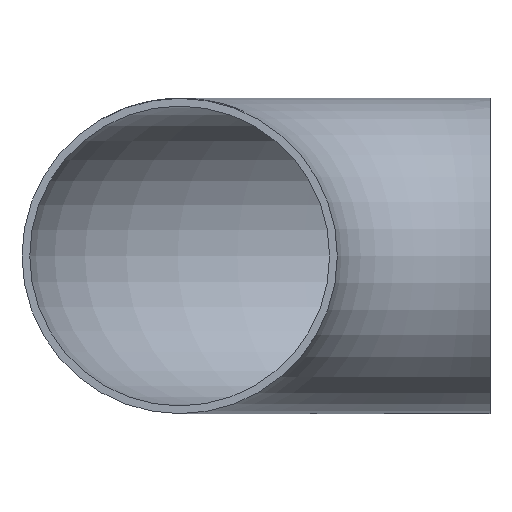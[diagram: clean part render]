
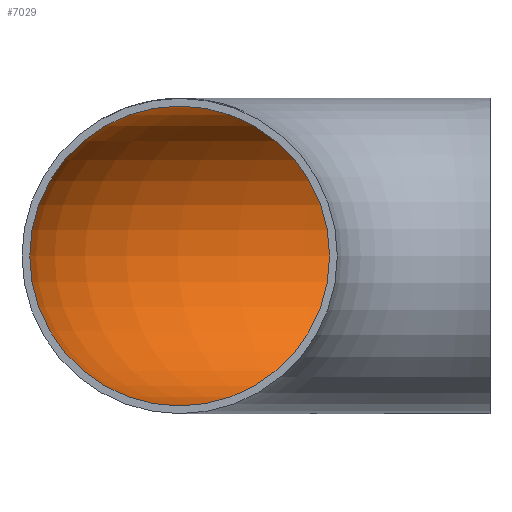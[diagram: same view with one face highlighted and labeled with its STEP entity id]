
A CAD part, front view. The second image highlights one B-rep face of the part: STEP entity #7029.
In plain terms, the highlighted toroidal (fillet/blend) face has major radius 100 mm and minor radius 48.3 mm.
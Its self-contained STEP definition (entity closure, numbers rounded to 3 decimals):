
#116 = ORIENTED_EDGE ( 'NONE', *, *, #12045, .F. ) ;
#385 = AXIS2_PLACEMENT_3D ( 'NONE', #2364, #7873, #16723 ) ;
#1357 = AXIS2_PLACEMENT_3D ( 'NONE', #11252, #2320, #9889 ) ;
#1665 = CIRCLE ( 'NONE', #1357, 48.3 ) ;
#2076 = VERTEX_POINT ( 'NONE', #18288 ) ;
#2153 = AXIS2_PLACEMENT_3D ( 'NONE', #8218, #12310, #10849 ) ;
#2320 = DIRECTION ( 'NONE',  ( 1., 0., 0. ) ) ;
#2364 = CARTESIAN_POINT ( 'NONE',  ( 0., 0., 0. ) ) ;
#4923 = CIRCLE ( 'NONE', #2153, 48.3 ) ;
#6641 = CARTESIAN_POINT ( 'NONE',  ( 0., 148.3, 0. ) ) ;
#7029 = ADVANCED_FACE ( 'NONE', ( #15563, #18465 ), #8770, .F. ) ;
#7873 = DIRECTION ( 'NONE',  ( 0., 0., -1. ) ) ;
#8072 = EDGE_LOOP ( 'NONE', ( #116 ) ) ;
#8218 = CARTESIAN_POINT ( 'NONE',  ( -100., 0., 0. ) ) ;
#8770 = TOROIDAL_SURFACE ( 'NONE', #385, 100., 48.3 ) ;
#9889 = DIRECTION ( 'NONE',  ( 0., 1., 0. ) ) ;
#10849 = DIRECTION ( 'NONE',  ( 0., 0., 1. ) ) ;
#10909 = VERTEX_POINT ( 'NONE', #6641 ) ;
#11252 = CARTESIAN_POINT ( 'NONE',  ( 0., 100., 0. ) ) ;
#12045 = EDGE_CURVE ( 'NONE', #2076, #2076, #4923, .T. ) ;
#12310 = DIRECTION ( 'NONE',  ( 0., 1., 0. ) ) ;
#15563 = FACE_OUTER_BOUND ( 'NONE', #19065, .T. ) ;
#16723 = DIRECTION ( 'NONE',  ( -1., 0., 0. ) ) ;
#17887 = EDGE_CURVE ( 'NONE', #10909, #10909, #1665, .T. ) ;
#18288 = CARTESIAN_POINT ( 'NONE',  ( -100., 0., 48.3 ) ) ;
#18465 = FACE_OUTER_BOUND ( 'NONE', #8072, .T. ) ;
#18548 = ORIENTED_EDGE ( 'NONE', *, *, #17887, .T. ) ;
#19065 = EDGE_LOOP ( 'NONE', ( #18548 ) ) ;
